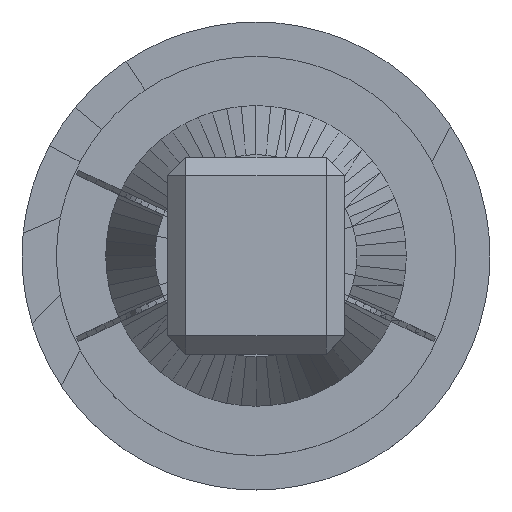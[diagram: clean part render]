
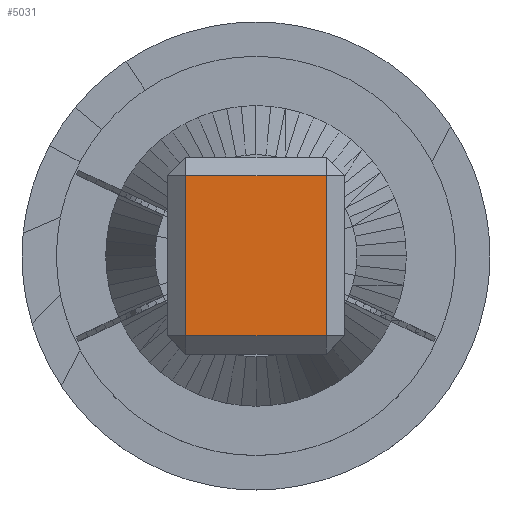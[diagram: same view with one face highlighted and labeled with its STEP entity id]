
A CAD part, top view. The second image highlights one B-rep face of the part: STEP entity #5031.
In plain terms, the highlighted planar face has unit normal (0, 0, 1).
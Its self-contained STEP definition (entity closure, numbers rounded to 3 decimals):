
#46 = EDGE_CURVE ( 'NONE', #7549, #14244, #7908, .T. ) ;
#477 = VECTOR ( 'NONE', #9231, 1000. ) ;
#505 = DIRECTION ( 'NONE',  ( 1., 0., 0. ) ) ;
#808 = DIRECTION ( 'NONE',  ( 0., 1., 0. ) ) ;
#842 = CARTESIAN_POINT ( 'NONE',  ( 0., 32.5, 100. ) ) ;
#906 = DIRECTION ( 'NONE',  ( 0., 0., 1. ) ) ;
#1047 = ORIENTED_EDGE ( 'NONE', *, *, #8123, .F. ) ;
#2932 = VECTOR ( 'NONE', #3772, 1000. ) ;
#3335 = ORIENTED_EDGE ( 'NONE', *, *, #10837, .F. ) ;
#3772 = DIRECTION ( 'NONE',  ( 0., -1., 0. ) ) ;
#4070 = CARTESIAN_POINT ( 'NONE',  ( -28.5, -32.5, 100. ) ) ;
#4123 = CARTESIAN_POINT ( 'NONE',  ( -28.5, -69.153, 100. ) ) ;
#4222 = CARTESIAN_POINT ( 'NONE',  ( -90.775, 90.775, 100. ) ) ;
#4438 = EDGE_CURVE ( 'NONE', #4924, #7549, #10863, .T. ) ;
#4924 = VERTEX_POINT ( 'NONE', #4070 ) ;
#4933 = VECTOR ( 'NONE', #505, 1000. ) ;
#5031 = ADVANCED_FACE ( 'NONE', ( #8088 ), #14229, .T. ) ;
#5033 = ORIENTED_EDGE ( 'NONE', *, *, #46, .F. ) ;
#7549 = VERTEX_POINT ( 'NONE', #13321 ) ;
#7589 = VECTOR ( 'NONE', #808, 1000. ) ;
#7908 = LINE ( 'NONE', #842, #4933 ) ;
#8088 = FACE_OUTER_BOUND ( 'NONE', #8951, .T. ) ;
#8123 = EDGE_CURVE ( 'NONE', #14244, #8210, #11457, .T. ) ;
#8210 = VERTEX_POINT ( 'NONE', #9462 ) ;
#8709 = DIRECTION ( 'NONE',  ( 0., -1., 0. ) ) ;
#8951 = EDGE_LOOP ( 'NONE', ( #3335, #1047, #5033, #12712 ) ) ;
#9231 = DIRECTION ( 'NONE',  ( -1., 0., 0. ) ) ;
#9370 = LINE ( 'NONE', #10298, #477 ) ;
#9462 = CARTESIAN_POINT ( 'NONE',  ( 28.5, -32.5, 100. ) ) ;
#10298 = CARTESIAN_POINT ( 'NONE',  ( 0., -32.5, 100. ) ) ;
#10435 = CARTESIAN_POINT ( 'NONE',  ( 28.5, 69.153, 100. ) ) ;
#10837 = EDGE_CURVE ( 'NONE', #8210, #4924, #9370, .T. ) ;
#10863 = LINE ( 'NONE', #4123, #7589 ) ;
#10894 = AXIS2_PLACEMENT_3D ( 'NONE', #4222, #906, #8709 ) ;
#11457 = LINE ( 'NONE', #10435, #2932 ) ;
#12712 = ORIENTED_EDGE ( 'NONE', *, *, #4438, .F. ) ;
#13321 = CARTESIAN_POINT ( 'NONE',  ( -28.5, 32.5, 100. ) ) ;
#13835 = CARTESIAN_POINT ( 'NONE',  ( 28.5, 32.5, 100. ) ) ;
#14229 = PLANE ( 'NONE',  #10894 ) ;
#14244 = VERTEX_POINT ( 'NONE', #13835 ) ;
